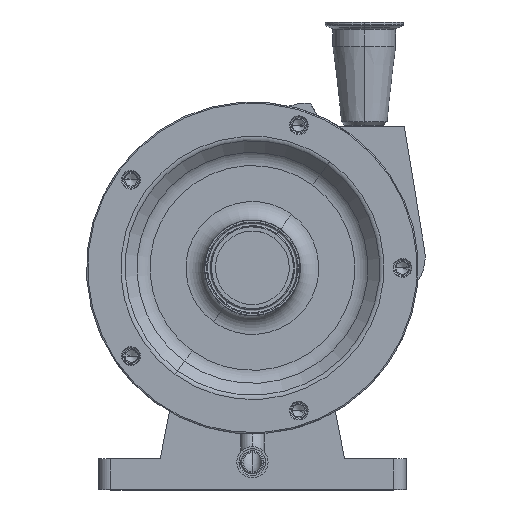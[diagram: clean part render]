
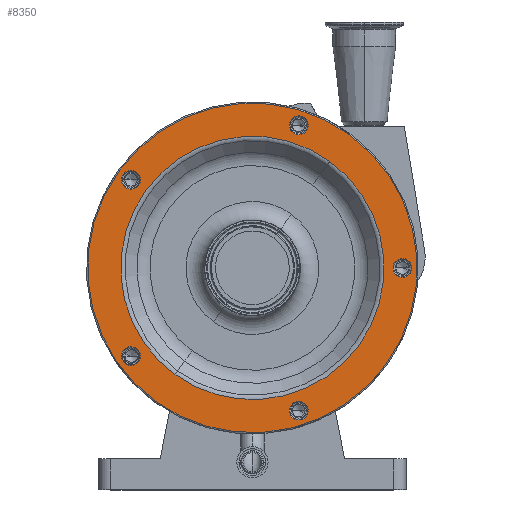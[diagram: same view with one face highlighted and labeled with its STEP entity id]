
A CAD part, top view. The second image highlights one B-rep face of the part: STEP entity #8350.
In plain terms, the highlighted planar face has unit normal (0, 0, 1).
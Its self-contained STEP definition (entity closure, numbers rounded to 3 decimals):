
#69 = EDGE_LOOP ( 'NONE', ( #1897, #6695 ) ) ;
#120 = EDGE_LOOP ( 'NONE', ( #11973, #13268 ) ) ;
#154 = CIRCLE ( 'NONE', #5301, 7.644 ) ;
#354 = DIRECTION ( 'NONE',  ( 0., 0., -1. ) ) ;
#465 = EDGE_CURVE ( 'NONE', #9797, #5008, #4392, .T. ) ;
#471 = AXIS2_PLACEMENT_3D ( 'NONE', #12799, #7672, #3634 ) ;
#530 = CARTESIAN_POINT ( 'NONE',  ( -98.7, -71.71, 209.5 ) ) ;
#599 = CIRCLE ( 'NONE', #12634, 107.071 ) ;
#830 = VERTEX_POINT ( 'NONE', #7204 ) ;
#912 = EDGE_CURVE ( 'NONE', #10248, #1574, #5688, .T. ) ;
#913 = DIRECTION ( 'NONE',  ( 0., 0., -1. ) ) ;
#976 = CARTESIAN_POINT ( 'NONE',  ( 37.7, -116.029, 209.5 ) ) ;
#1042 = CARTESIAN_POINT ( 'NONE',  ( 117.507, -6.184, 209.5 ) ) ;
#1316 = CARTESIAN_POINT ( 'NONE',  ( -78.763, -108.408, 209.5 ) ) ;
#1574 = VERTEX_POINT ( 'NONE', #1042 ) ;
#1851 = DIRECTION ( 'NONE',  ( 0., 0., -1. ) ) ;
#1863 = CIRCLE ( 'NONE', #10925, 7.644 ) ;
#1897 = ORIENTED_EDGE ( 'NONE', *, *, #11568, .T. ) ;
#1923 = FACE_BOUND ( 'NONE', #9430, .T. ) ;
#1969 = DIRECTION ( 'NONE',  ( 0., 0., -1. ) ) ;
#2107 = DIRECTION ( 'NONE',  ( -0.588, -0.809, 0. ) ) ;
#2116 = DIRECTION ( 'NONE',  ( -0.588, -0.809, 0. ) ) ;
#2280 = ORIENTED_EDGE ( 'NONE', *, *, #10762, .T. ) ;
#2390 = ORIENTED_EDGE ( 'NONE', *, *, #11360, .F. ) ;
#2506 = CARTESIAN_POINT ( 'NONE',  ( 37.7, -116.029, 209.5 ) ) ;
#2550 = DIRECTION ( 'NONE',  ( -0.588, -0.809, 0. ) ) ;
#2615 = CARTESIAN_POINT ( 'NONE',  ( -98.7, -71.71, 209.5 ) ) ;
#2645 = EDGE_LOOP ( 'NONE', ( #2390, #6817 ) ) ;
#2748 = VERTEX_POINT ( 'NONE', #7750 ) ;
#2813 = VERTEX_POINT ( 'NONE', #11010 ) ;
#2903 = ORIENTED_EDGE ( 'NONE', *, *, #3134, .T. ) ;
#3065 = AXIS2_PLACEMENT_3D ( 'NONE', #8151, #10183, #8351 ) ;
#3134 = EDGE_CURVE ( 'NONE', #2813, #2748, #12525, .T. ) ;
#3188 = FACE_BOUND ( 'NONE', #69, .T. ) ;
#3234 = DIRECTION ( 'NONE',  ( -0.588, -0.809, 0. ) ) ;
#3312 = DIRECTION ( 'NONE',  ( -0.588, -0.809, 0. ) ) ;
#3362 = DIRECTION ( 'NONE',  ( 0., 0., -1. ) ) ;
#3472 = VERTEX_POINT ( 'NONE', #8494 ) ;
#3560 = CARTESIAN_POINT ( 'NONE',  ( 62.935, 86.622, 209.5 ) ) ;
#3634 = DIRECTION ( 'NONE',  ( -0.588, -0.809, 0. ) ) ;
#3665 = VERTEX_POINT ( 'NONE', #5113 ) ;
#3772 = DIRECTION ( 'NONE',  ( -0.588, -0.809, 0. ) ) ;
#3844 = DIRECTION ( 'NONE',  ( -0.588, -0.809, 0. ) ) ;
#3922 = AXIS2_PLACEMENT_3D ( 'NONE', #2506, #5586, #8709 ) ;
#4076 = FACE_BOUND ( 'NONE', #11854, .T. ) ;
#4176 = AXIS2_PLACEMENT_3D ( 'NONE', #8366, #12471, #3234 ) ;
#4208 = FACE_BOUND ( 'NONE', #120, .T. ) ;
#4390 = CARTESIAN_POINT ( 'NONE',  ( 42.193, 122.213, 209.5 ) ) ;
#4392 = CIRCLE ( 'NONE', #4176, 7.644 ) ;
#4399 = AXIS2_PLACEMENT_3D ( 'NONE', #11451, #6585, #6517 ) ;
#4428 = AXIS2_PLACEMENT_3D ( 'NONE', #530, #4700, #12856 ) ;
#4439 = DIRECTION ( 'NONE',  ( 0., 0., -1. ) ) ;
#4481 = CARTESIAN_POINT ( 'NONE',  ( -103.193, -77.894, 209.5 ) ) ;
#4700 = DIRECTION ( 'NONE',  ( 0., 0., -1. ) ) ;
#4705 = CARTESIAN_POINT ( 'NONE',  ( 37.7, 116.029, 209.5 ) ) ;
#4709 = ORIENTED_EDGE ( 'NONE', *, *, #10955, .T. ) ;
#4803 = EDGE_CURVE ( 'NONE', #3665, #13132, #5847, .T. ) ;
#4828 = EDGE_CURVE ( 'NONE', #1574, #10248, #7562, .T. ) ;
#5008 = VERTEX_POINT ( 'NONE', #8349 ) ;
#5113 = CARTESIAN_POINT ( 'NONE',  ( 78.763, 108.408, 209.5 ) ) ;
#5301 = AXIS2_PLACEMENT_3D ( 'NONE', #9514, #354, #3312 ) ;
#5316 = CARTESIAN_POINT ( 'NONE',  ( 0., 0., 209.5 ) ) ;
#5520 = ORIENTED_EDGE ( 'NONE', *, *, #11376, .T. ) ;
#5586 = DIRECTION ( 'NONE',  ( 0., 0., -1. ) ) ;
#5636 = CIRCLE ( 'NONE', #3065, 107.071 ) ;
#5688 = CIRCLE ( 'NONE', #4399, 7.644 ) ;
#5714 = CIRCLE ( 'NONE', #4428, 7.644 ) ;
#5741 = CIRCLE ( 'NONE', #11783, 134. ) ;
#5775 = DIRECTION ( 'NONE',  ( 0., 0., -1. ) ) ;
#5845 = CARTESIAN_POINT ( 'NONE',  ( 122., 0., 209.5 ) ) ;
#5847 = CIRCLE ( 'NONE', #471, 134. ) ;
#5957 = DIRECTION ( 'NONE',  ( -0.588, -0.809, 0. ) ) ;
#6448 = DIRECTION ( 'NONE',  ( -0.588, -0.809, 0. ) ) ;
#6517 = DIRECTION ( 'NONE',  ( -0.588, -0.809, 0. ) ) ;
#6585 = DIRECTION ( 'NONE',  ( 0., 0., -1. ) ) ;
#6612 = ORIENTED_EDGE ( 'NONE', *, *, #12350, .T. ) ;
#6695 = ORIENTED_EDGE ( 'NONE', *, *, #10186, .T. ) ;
#6746 = EDGE_LOOP ( 'NONE', ( #5520, #10985 ) ) ;
#6817 = ORIENTED_EDGE ( 'NONE', *, *, #4803, .F. ) ;
#6868 = DIRECTION ( 'NONE',  ( 0., 0., -1. ) ) ;
#7074 = VERTEX_POINT ( 'NONE', #4481 ) ;
#7204 = CARTESIAN_POINT ( 'NONE',  ( -62.935, -86.622, 209.5 ) ) ;
#7464 = CARTESIAN_POINT ( 'NONE',  ( 0., 0., 209.5 ) ) ;
#7554 = CARTESIAN_POINT ( 'NONE',  ( -94.207, -65.526, 209.5 ) ) ;
#7562 = CIRCLE ( 'NONE', #8003, 7.644 ) ;
#7672 = DIRECTION ( 'NONE',  ( 0., 0., -1. ) ) ;
#7710 = EDGE_CURVE ( 'NONE', #12317, #830, #5636, .T. ) ;
#7750 = CARTESIAN_POINT ( 'NONE',  ( 33.207, -122.213, 209.5 ) ) ;
#7914 = CARTESIAN_POINT ( 'NONE',  ( -94.207, 77.894, 209.5 ) ) ;
#7970 = CARTESIAN_POINT ( 'NONE',  ( -98.7, 71.71, 209.5 ) ) ;
#8003 = AXIS2_PLACEMENT_3D ( 'NONE', #5845, #6868, #3844 ) ;
#8151 = CARTESIAN_POINT ( 'NONE',  ( 0., 0., 209.5 ) ) ;
#8252 = CARTESIAN_POINT ( 'NONE',  ( -108.408, 78.763, 209.5 ) ) ;
#8349 = CARTESIAN_POINT ( 'NONE',  ( -103.193, 65.526, 209.5 ) ) ;
#8350 = ADVANCED_FACE ( 'NONE', ( #10291, #4076, #1923, #3188, #4208, #11365, #10231 ), #10151, .F. ) ;
#8351 = DIRECTION ( 'NONE',  ( -0.588, -0.809, 0. ) ) ;
#8366 = CARTESIAN_POINT ( 'NONE',  ( -98.7, 71.71, 209.5 ) ) ;
#8494 = CARTESIAN_POINT ( 'NONE',  ( 33.207, 109.845, 209.5 ) ) ;
#8709 = DIRECTION ( 'NONE',  ( -0.588, -0.809, 0. ) ) ;
#8774 = AXIS2_PLACEMENT_3D ( 'NONE', #2615, #10861, #3772 ) ;
#9430 = EDGE_LOOP ( 'NONE', ( #2903, #2280 ) ) ;
#9514 = CARTESIAN_POINT ( 'NONE',  ( 37.7, 116.029, 209.5 ) ) ;
#9644 = DIRECTION ( 'NONE',  ( -0.588, -0.809, 0. ) ) ;
#9659 = VERTEX_POINT ( 'NONE', #7554 ) ;
#9797 = VERTEX_POINT ( 'NONE', #7914 ) ;
#9808 = EDGE_CURVE ( 'NONE', #5008, #9797, #10456, .T. ) ;
#9987 = AXIS2_PLACEMENT_3D ( 'NONE', #4705, #5775, #2550 ) ;
#10037 = VERTEX_POINT ( 'NONE', #4390 ) ;
#10088 = ORIENTED_EDGE ( 'NONE', *, *, #4828, .T. ) ;
#10151 = PLANE ( 'NONE',  #11064 ) ;
#10183 = DIRECTION ( 'NONE',  ( 0., 0., -1. ) ) ;
#10186 = EDGE_CURVE ( 'NONE', #7074, #9659, #5714, .T. ) ;
#10231 = FACE_BOUND ( 'NONE', #6746, .T. ) ;
#10248 = VERTEX_POINT ( 'NONE', #11050 ) ;
#10291 = FACE_BOUND ( 'NONE', #12060, .T. ) ;
#10299 = CIRCLE ( 'NONE', #8774, 7.644 ) ;
#10456 = CIRCLE ( 'NONE', #10899, 7.644 ) ;
#10762 = EDGE_CURVE ( 'NONE', #2748, #2813, #1863, .T. ) ;
#10861 = DIRECTION ( 'NONE',  ( 0., 0., -1. ) ) ;
#10899 = AXIS2_PLACEMENT_3D ( 'NONE', #7970, #1851, #5957 ) ;
#10925 = AXIS2_PLACEMENT_3D ( 'NONE', #976, #1969, #2107 ) ;
#10955 = EDGE_CURVE ( 'NONE', #3472, #10037, #154, .T. ) ;
#10985 = ORIENTED_EDGE ( 'NONE', *, *, #7710, .T. ) ;
#11010 = CARTESIAN_POINT ( 'NONE',  ( 42.193, -109.845, 209.5 ) ) ;
#11050 = CARTESIAN_POINT ( 'NONE',  ( 126.493, 6.184, 209.5 ) ) ;
#11064 = AXIS2_PLACEMENT_3D ( 'NONE', #8252, #913, #2116 ) ;
#11360 = EDGE_CURVE ( 'NONE', #13132, #3665, #5741, .T. ) ;
#11365 = FACE_OUTER_BOUND ( 'NONE', #2645, .T. ) ;
#11376 = EDGE_CURVE ( 'NONE', #830, #12317, #599, .T. ) ;
#11451 = CARTESIAN_POINT ( 'NONE',  ( 122., 0., 209.5 ) ) ;
#11568 = EDGE_CURVE ( 'NONE', #9659, #7074, #10299, .T. ) ;
#11710 = ORIENTED_EDGE ( 'NONE', *, *, #912, .T. ) ;
#11783 = AXIS2_PLACEMENT_3D ( 'NONE', #7464, #4439, #9644 ) ;
#11854 = EDGE_LOOP ( 'NONE', ( #11710, #10088 ) ) ;
#11973 = ORIENTED_EDGE ( 'NONE', *, *, #465, .T. ) ;
#12060 = EDGE_LOOP ( 'NONE', ( #6612, #4709 ) ) ;
#12317 = VERTEX_POINT ( 'NONE', #3560 ) ;
#12350 = EDGE_CURVE ( 'NONE', #10037, #3472, #12550, .T. ) ;
#12471 = DIRECTION ( 'NONE',  ( 0., 0., -1. ) ) ;
#12525 = CIRCLE ( 'NONE', #3922, 7.644 ) ;
#12550 = CIRCLE ( 'NONE', #9987, 7.644 ) ;
#12634 = AXIS2_PLACEMENT_3D ( 'NONE', #5316, #3362, #6448 ) ;
#12799 = CARTESIAN_POINT ( 'NONE',  ( 0., 0., 209.5 ) ) ;
#12856 = DIRECTION ( 'NONE',  ( -0.588, -0.809, 0. ) ) ;
#13132 = VERTEX_POINT ( 'NONE', #1316 ) ;
#13268 = ORIENTED_EDGE ( 'NONE', *, *, #9808, .T. ) ;
